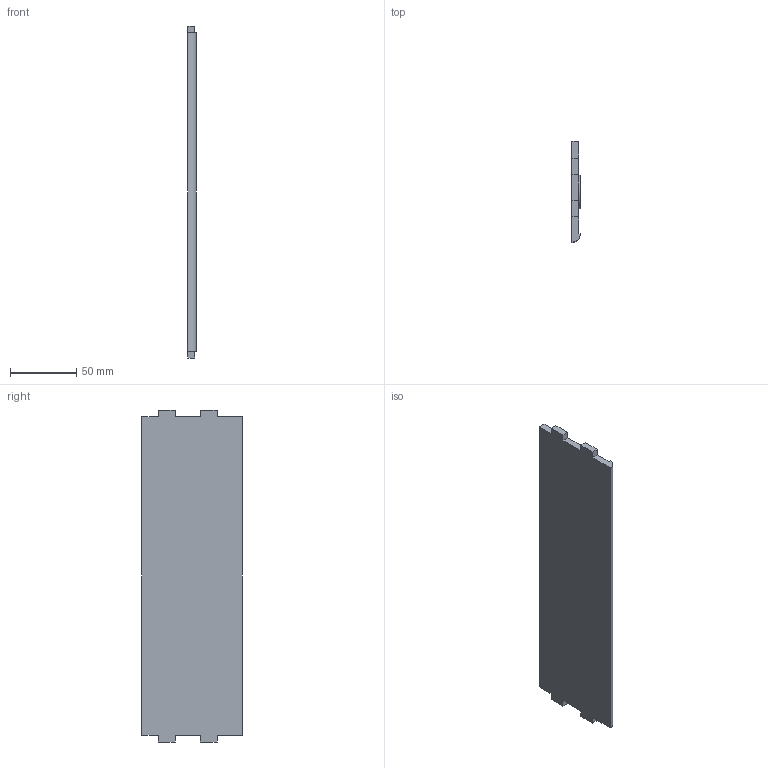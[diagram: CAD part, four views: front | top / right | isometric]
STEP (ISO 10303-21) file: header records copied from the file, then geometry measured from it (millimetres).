
FILE_DESCRIPTION (( 'STEP AP203' ), '1' );
FILE_NAME ('hood_tank_jammer_sum24.STEP', '2024-09-16T22:33:11', ( '' ), ( '' ), 'SwSTEP 2.0', 'SolidWorks 2024', '' );
FILE_SCHEMA (( 'CONFIG_CONTROL_DESIGN' ));
Length unit declared in the file: inch
Products named in the file (1): hood_tank_jammer_sum24
Bounding box: 6.35 x 76.2 x 251.46 mm (x, y, z)
Volume: 90439.3 mm3; surface area: 42378.5 mm2
Topology: 1 solids, 1 shells, 69 faces, 171 edges, 114 vertices
Faces by surface type: plane 48, cylinder 21
Entity records: 2126 total; most frequent: CARTESIAN_POINT 355, DIRECTION 353, ORIENTED_EDGE 342, EDGE_CURVE 171, LINE 129, VECTOR 129, VERTEX_POINT 114, AXIS2_PLACEMENT_3D 112
